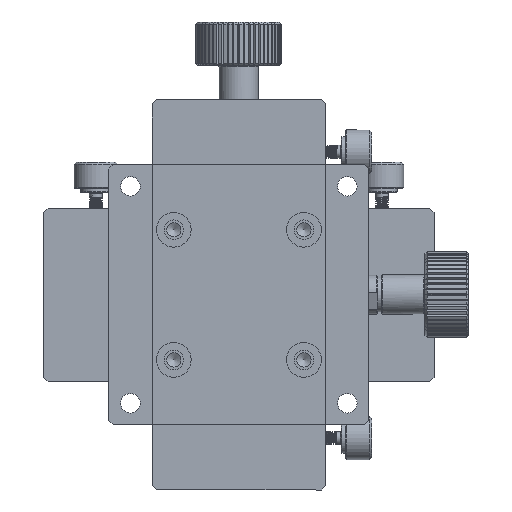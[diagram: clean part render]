
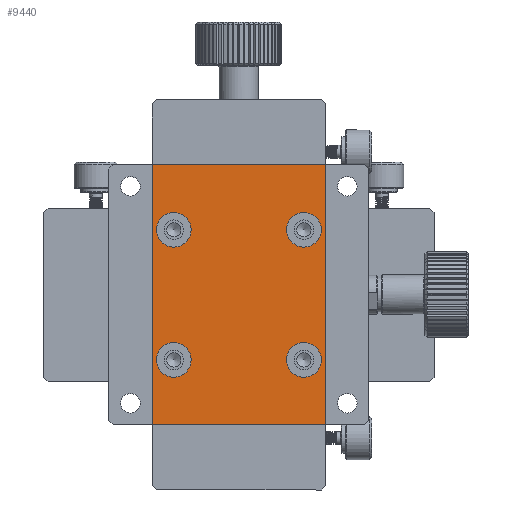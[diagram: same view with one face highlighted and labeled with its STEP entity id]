
A CAD part, front view. The second image highlights one B-rep face of the part: STEP entity #9440.
In plain terms, the highlighted planar face has unit normal (0, -1, 0).
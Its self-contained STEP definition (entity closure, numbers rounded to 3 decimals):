
#1024 = EDGE_LOOP ( 'NONE', ( #36959 ) ) ;
#1126 = EDGE_CURVE ( 'NONE', #163908, #32768, #188900, .T. ) ;
#2742 = AXIS2_PLACEMENT_3D ( 'NONE', #45448, #27236, #133119 ) ;
#5179 = DIRECTION ( 'NONE',  ( 0., 1., 0. ) ) ;
#6225 = LINE ( 'NONE', #75631, #128623 ) ;
#6310 = DIRECTION ( 'NONE',  ( 0., 0., -1. ) ) ;
#7783 = FACE_BOUND ( 'NONE', #1024, .T. ) ;
#8891 = DIRECTION ( 'NONE',  ( 0., -1., 0. ) ) ;
#9440 = ADVANCED_FACE ( 'NONE', ( #181964, #195693, #39681, #7783, #146662 ), #25936, .T. ) ;
#11967 = CARTESIAN_POINT ( 'NONE',  ( 10., 0.5, 60. ) ) ;
#14203 = EDGE_CURVE ( 'NONE', #71710, #71710, #220430, .T. ) ;
#15564 = EDGE_LOOP ( 'NONE', ( #20507 ) ) ;
#17576 = EDGE_CURVE ( 'NONE', #32768, #144099, #181919, .T. ) ;
#18640 = CARTESIAN_POINT ( 'NONE',  ( 50., 0.5, 0. ) ) ;
#19248 = CARTESIAN_POINT ( 'NONE',  ( 50., 0.5, 60. ) ) ;
#20507 = ORIENTED_EDGE ( 'NONE', *, *, #207969, .T. ) ;
#22670 = VERTEX_POINT ( 'NONE', #41979 ) ;
#25936 = PLANE ( 'NONE',  #129735 ) ;
#27236 = DIRECTION ( 'NONE',  ( 0., 1., 0. ) ) ;
#27715 = VERTEX_POINT ( 'NONE', #97157 ) ;
#28064 = CARTESIAN_POINT ( 'NONE',  ( 45., 0.5, 45. ) ) ;
#28253 = EDGE_CURVE ( 'NONE', #22670, #22670, #192495, .T. ) ;
#32768 = VERTEX_POINT ( 'NONE', #19248 ) ;
#36959 = ORIENTED_EDGE ( 'NONE', *, *, #132108, .T. ) ;
#38060 = LINE ( 'NONE', #179218, #187785 ) ;
#39681 = FACE_BOUND ( 'NONE', #15564, .T. ) ;
#41979 = CARTESIAN_POINT ( 'NONE',  ( 15., 0.5, 41. ) ) ;
#44016 = DIRECTION ( 'NONE',  ( 0., 0., -1. ) ) ;
#45448 = CARTESIAN_POINT ( 'NONE',  ( 45., 0.5, 15. ) ) ;
#49783 = EDGE_CURVE ( 'NONE', #71218, #163908, #6225, .T. ) ;
#65697 = ORIENTED_EDGE ( 'NONE', *, *, #49783, .T. ) ;
#71218 = VERTEX_POINT ( 'NONE', #213474 ) ;
#71710 = VERTEX_POINT ( 'NONE', #126304 ) ;
#72514 = AXIS2_PLACEMENT_3D ( 'NONE', #163373, #5179, #6310 ) ;
#75631 = CARTESIAN_POINT ( 'NONE',  ( 0., 0.5, 0. ) ) ;
#77156 = DIRECTION ( 'NONE',  ( -1., 0., 0. ) ) ;
#79811 = VERTEX_POINT ( 'NONE', #151535 ) ;
#82583 = VECTOR ( 'NONE', #77156, 1000. ) ;
#86696 = EDGE_LOOP ( 'NONE', ( #153044 ) ) ;
#89253 = AXIS2_PLACEMENT_3D ( 'NONE', #28064, #166980, #44016 ) ;
#92025 = DIRECTION ( 'NONE',  ( 0., 0., -1. ) ) ;
#97157 = CARTESIAN_POINT ( 'NONE',  ( 45., 0.5, 11. ) ) ;
#98964 = DIRECTION ( 'NONE',  ( 0., 0., 1. ) ) ;
#104393 = CIRCLE ( 'NONE', #2742, 4. ) ;
#107150 = ORIENTED_EDGE ( 'NONE', *, *, #1126, .T. ) ;
#112326 = CARTESIAN_POINT ( 'NONE',  ( 15., 0.5, 15. ) ) ;
#126304 = CARTESIAN_POINT ( 'NONE',  ( 15., 0.5, 11. ) ) ;
#127193 = EDGE_CURVE ( 'NONE', #144099, #71218, #38060, .T. ) ;
#128623 = VECTOR ( 'NONE', #214549, 1000. ) ;
#129735 = AXIS2_PLACEMENT_3D ( 'NONE', #164865, #8891, #92025 ) ;
#132108 = EDGE_CURVE ( 'NONE', #27715, #27715, #104393, .T. ) ;
#133119 = DIRECTION ( 'NONE',  ( 0., 0., -1. ) ) ;
#144099 = VERTEX_POINT ( 'NONE', #11967 ) ;
#146662 = FACE_BOUND ( 'NONE', #86696, .T. ) ;
#151535 = CARTESIAN_POINT ( 'NONE',  ( 45., 0.5, 41. ) ) ;
#153044 = ORIENTED_EDGE ( 'NONE', *, *, #14203, .T. ) ;
#154980 = ORIENTED_EDGE ( 'NONE', *, *, #28253, .T. ) ;
#159892 = DIRECTION ( 'NONE',  ( 0., 0., -1. ) ) ;
#163373 = CARTESIAN_POINT ( 'NONE',  ( 15., 0.5, 45. ) ) ;
#163908 = VERTEX_POINT ( 'NONE', #18640 ) ;
#164728 = DIRECTION ( 'NONE',  ( 0., 1., 0. ) ) ;
#164865 = CARTESIAN_POINT ( 'NONE',  ( 0., 0.5, 0. ) ) ;
#166980 = DIRECTION ( 'NONE',  ( 0., 1., 0. ) ) ;
#169283 = VECTOR ( 'NONE', #98964, 1000. ) ;
#169576 = AXIS2_PLACEMENT_3D ( 'NONE', #112326, #164728, #218226 ) ;
#169583 = CARTESIAN_POINT ( 'NONE',  ( 50., 0.5, 0. ) ) ;
#172840 = CIRCLE ( 'NONE', #89253, 4. ) ;
#176366 = ORIENTED_EDGE ( 'NONE', *, *, #17576, .T. ) ;
#179218 = CARTESIAN_POINT ( 'NONE',  ( 10., 0.5, 0. ) ) ;
#181919 = LINE ( 'NONE', #217191, #82583 ) ;
#181964 = FACE_OUTER_BOUND ( 'NONE', #195544, .T. ) ;
#187785 = VECTOR ( 'NONE', #159892, 1000. ) ;
#188900 = LINE ( 'NONE', #169583, #169283 ) ;
#192495 = CIRCLE ( 'NONE', #72514, 4. ) ;
#195544 = EDGE_LOOP ( 'NONE', ( #65697, #107150, #176366, #199027 ) ) ;
#195693 = FACE_BOUND ( 'NONE', #224517, .T. ) ;
#199027 = ORIENTED_EDGE ( 'NONE', *, *, #127193, .T. ) ;
#207969 = EDGE_CURVE ( 'NONE', #79811, #79811, #172840, .T. ) ;
#213474 = CARTESIAN_POINT ( 'NONE',  ( 10., 0.5, 0. ) ) ;
#214549 = DIRECTION ( 'NONE',  ( 1., 0., 0. ) ) ;
#217191 = CARTESIAN_POINT ( 'NONE',  ( 0., 0.5, 60. ) ) ;
#218226 = DIRECTION ( 'NONE',  ( 0., 0., -1. ) ) ;
#220430 = CIRCLE ( 'NONE', #169576, 4. ) ;
#224517 = EDGE_LOOP ( 'NONE', ( #154980 ) ) ;
